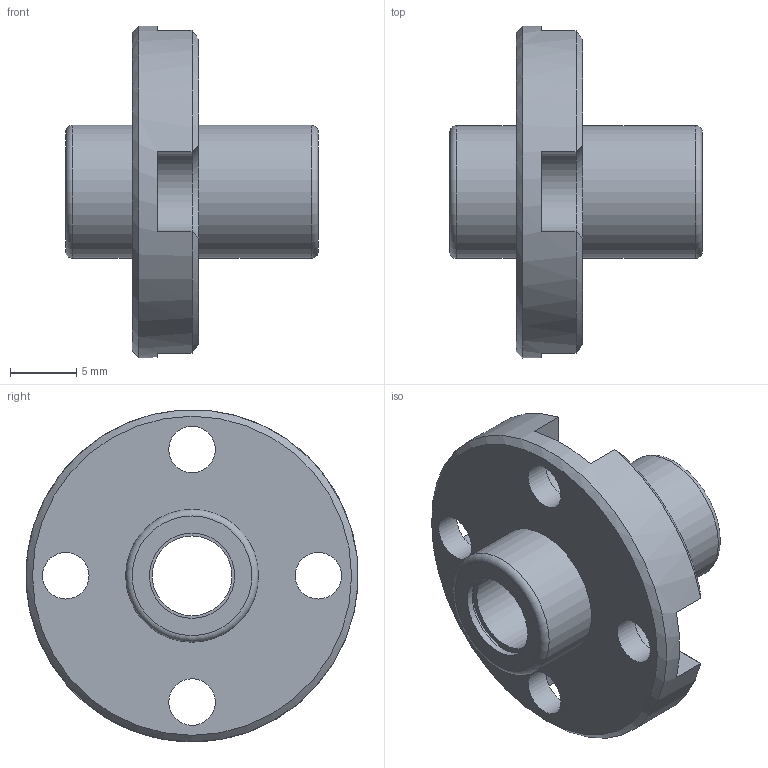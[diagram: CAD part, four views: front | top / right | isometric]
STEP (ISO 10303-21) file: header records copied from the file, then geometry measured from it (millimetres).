
FILE_DESCRIPTION(/* description */ ('STEP AP203'),/* implementation_level */ '2;1');
FILE_NAME(/* name */ 'LMSFP6UU',/* time_stamp */ '2022-08-22T03:31:24+02:00',/* author */ ('License CC BY-ND 4.0'),/* organization */ ('CADENAS'),/* preprocessor_version */ 'ST-DEVELOPER v18.102',/* originating_system */ 'PARTsolutions',/* authorisation */ ' ');
FILE_SCHEMA (('CONFIG_CONTROL_DESIGN','AUTOMOTIVE_DESIGN { 1 0 10303 214 3 1 1 }','INTEGRATED_CNC_SCHEMA'));
Length unit declared in the file: millimetre
Products named in the file (1): LMSFP6UU
Bounding box: 19 x 24.98 x 24.97 mm (x, y, z)
Volume: 2514.2 mm3; surface area: 2179.4 mm2
Topology: 1 solids, 1 shells, 55 faces, 122 edges, 75 vertices
Faces by surface type: plane 28, cylinder 16, cone 9, torus 2
Full cylindrical faces by diameter (mm): 3.5 x4, 6 x1, 6.4 x2, 6.8 x2, 10 x2, 25 x1
Entity records: 1496 total; most frequent: CARTESIAN_POINT 284, DIRECTION 252, ORIENTED_EDGE 212, EDGE_CURVE 106, AXIS2_PLACEMENT_3D 106, EDGE_LOOP 86, FACE_BOUND 86, VERTEX_POINT 74
